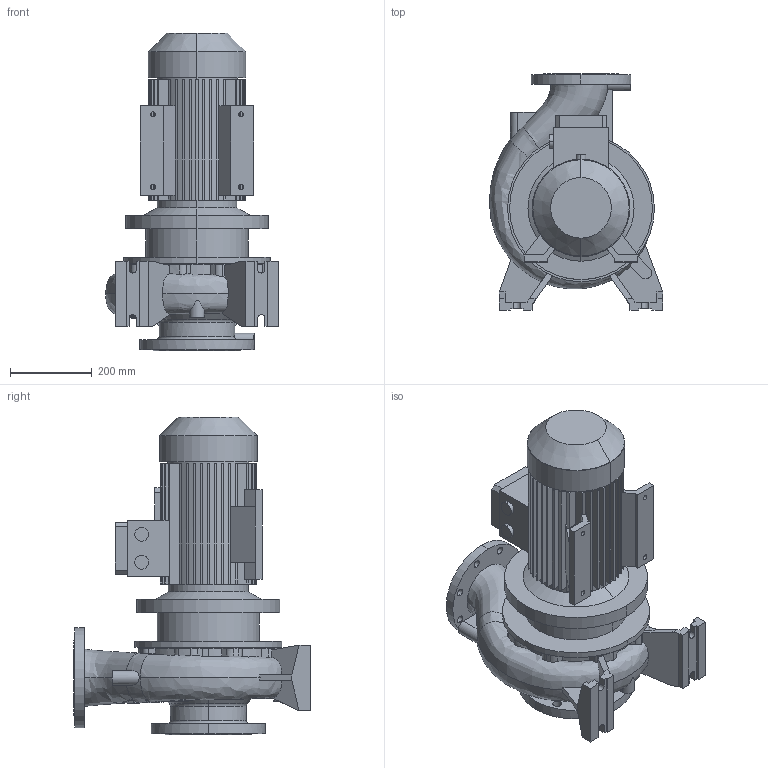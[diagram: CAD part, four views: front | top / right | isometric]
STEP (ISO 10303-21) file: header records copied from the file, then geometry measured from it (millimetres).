
FILE_DESCRIPTION (( 'STEP AP214' ), '1' );
FILE_NAME ('1ﾊﾌﾌ 150-125-250_132M4.STEP', '2019-03-05T06:13:58', ( '' ), ( '' ), 'SwSTEP 2.0', 'SolidWorks 2016', '' );
FILE_SCHEMA (( 'AUTOMOTIVE_DESIGN' ));
Length unit declared in the file: millimetre
Products named in the file (1): 1ﾊﾌﾌ 150-125-250_132M4
Bounding box: 424.49 x 580 x 779 mm (x, y, z)
Volume: 47498000.1 mm3; surface area: 2014603.3 mm2
Topology: 1 solids, 1 shells, 584 faces, 1683 edges, 1113 vertices
Faces by surface type: plane 339, cylinder 203, bspline 23, cone 16, torus 3
Entity records: 142368 total; most frequent: CARTESIAN_POINT 127087, ORIENTED_EDGE 3356, DIRECTION 2983, EDGE_CURVE 1678, VERTEX_POINT 1113, AXIS2_PLACEMENT_3D 1013, VECTOR 957, LINE 957
